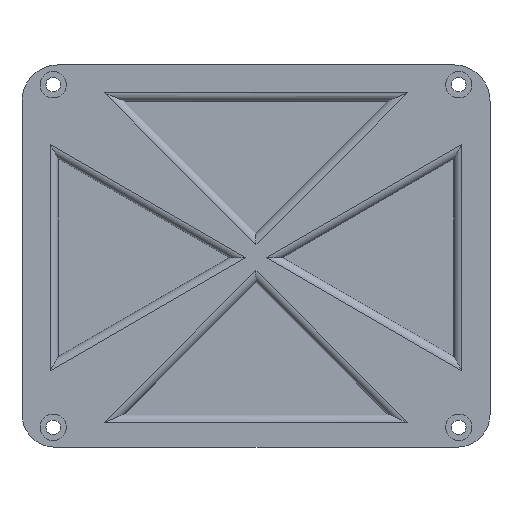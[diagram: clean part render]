
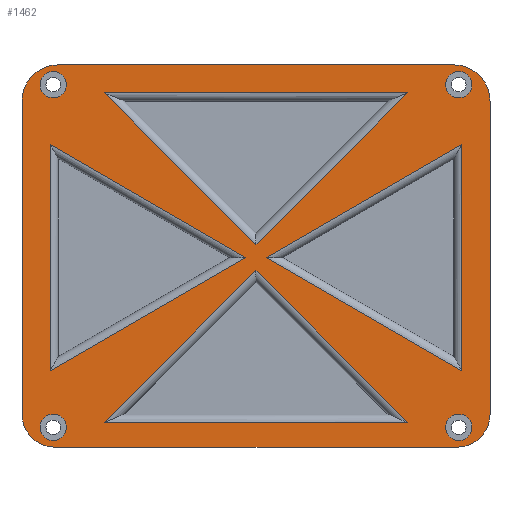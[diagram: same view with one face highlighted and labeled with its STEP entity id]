
A CAD part, front view. The second image highlights one B-rep face of the part: STEP entity #1462.
In plain terms, the highlighted planar face has unit normal (0, -1, 0).
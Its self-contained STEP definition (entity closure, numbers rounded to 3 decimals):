
#41=FACE_BOUND('',#279,.T.);
#42=FACE_BOUND('',#280,.T.);
#43=FACE_BOUND('',#281,.T.);
#44=FACE_BOUND('',#282,.T.);
#45=FACE_BOUND('',#283,.T.);
#46=FACE_BOUND('',#284,.T.);
#47=FACE_BOUND('',#285,.T.);
#48=FACE_BOUND('',#286,.T.);
#76=PLANE('',#1599);
#175=FACE_OUTER_BOUND('',#278,.T.);
#278=EDGE_LOOP('',(#1096,#1097,#1098,#1099,#1100,#1101,#1102,#1103));
#279=EDGE_LOOP('',(#1104));
#280=EDGE_LOOP('',(#1105));
#281=EDGE_LOOP('',(#1106));
#282=EDGE_LOOP('',(#1107));
#283=EDGE_LOOP('',(#1108,#1109,#1110));
#284=EDGE_LOOP('',(#1111,#1112,#1113));
#285=EDGE_LOOP('',(#1114,#1115,#1116));
#286=EDGE_LOOP('',(#1117,#1118,#1119));
#400=LINE('',#2318,#517);
#403=LINE('',#2324,#520);
#404=LINE('',#2328,#521);
#405=LINE('',#2332,#522);
#406=LINE('',#2344,#523);
#407=LINE('',#2346,#524);
#408=LINE('',#2347,#525);
#409=LINE('',#2350,#526);
#410=LINE('',#2352,#527);
#411=LINE('',#2353,#528);
#412=LINE('',#2356,#529);
#413=LINE('',#2358,#530);
#414=LINE('',#2359,#531);
#415=LINE('',#2362,#532);
#416=LINE('',#2364,#533);
#417=LINE('',#2365,#534);
#517=VECTOR('',#1845,10.);
#520=VECTOR('',#1850,10.);
#521=VECTOR('',#1853,10.);
#522=VECTOR('',#1856,10.);
#523=VECTOR('',#1867,10.);
#524=VECTOR('',#1868,10.);
#525=VECTOR('',#1869,10.);
#526=VECTOR('',#1870,10.);
#527=VECTOR('',#1871,10.);
#528=VECTOR('',#1872,10.);
#529=VECTOR('',#1873,10.);
#530=VECTOR('',#1874,10.);
#531=VECTOR('',#1875,10.);
#532=VECTOR('',#1876,10.);
#533=VECTOR('',#1877,10.);
#534=VECTOR('',#1878,10.);
#643=CIRCLE('',#1597,10.);
#644=CIRCLE('',#1600,10.);
#645=CIRCLE('',#1601,11.);
#646=CIRCLE('',#1602,11.);
#647=CIRCLE('',#1603,4.);
#648=CIRCLE('',#1604,4.);
#649=CIRCLE('',#1605,4.);
#650=CIRCLE('',#1606,4.);
#718=VERTEX_POINT('',#2311);
#719=VERTEX_POINT('',#2313);
#720=VERTEX_POINT('',#2317);
#722=VERTEX_POINT('',#2323);
#723=VERTEX_POINT('',#2325);
#724=VERTEX_POINT('',#2327);
#725=VERTEX_POINT('',#2329);
#726=VERTEX_POINT('',#2331);
#727=VERTEX_POINT('',#2334);
#728=VERTEX_POINT('',#2336);
#729=VERTEX_POINT('',#2338);
#730=VERTEX_POINT('',#2340);
#731=VERTEX_POINT('',#2342);
#732=VERTEX_POINT('',#2343);
#733=VERTEX_POINT('',#2345);
#734=VERTEX_POINT('',#2348);
#735=VERTEX_POINT('',#2349);
#736=VERTEX_POINT('',#2351);
#737=VERTEX_POINT('',#2354);
#738=VERTEX_POINT('',#2355);
#739=VERTEX_POINT('',#2357);
#740=VERTEX_POINT('',#2360);
#741=VERTEX_POINT('',#2361);
#742=VERTEX_POINT('',#2363);
#863=EDGE_CURVE('',#718,#719,#643,.T.);
#865=EDGE_CURVE('',#719,#720,#400,.F.);
#868=EDGE_CURVE('',#718,#722,#403,.T.);
#869=EDGE_CURVE('',#723,#722,#644,.T.);
#870=EDGE_CURVE('',#723,#724,#404,.T.);
#871=EDGE_CURVE('',#725,#724,#645,.F.);
#872=EDGE_CURVE('',#726,#725,#405,.F.);
#873=EDGE_CURVE('',#720,#726,#646,.F.);
#874=EDGE_CURVE('',#727,#727,#647,.T.);
#875=EDGE_CURVE('',#728,#728,#648,.T.);
#876=EDGE_CURVE('',#729,#729,#649,.T.);
#877=EDGE_CURVE('',#730,#730,#650,.T.);
#878=EDGE_CURVE('',#731,#732,#406,.T.);
#879=EDGE_CURVE('',#733,#731,#407,.T.);
#880=EDGE_CURVE('',#732,#733,#408,.T.);
#881=EDGE_CURVE('',#734,#735,#409,.T.);
#882=EDGE_CURVE('',#736,#734,#410,.T.);
#883=EDGE_CURVE('',#735,#736,#411,.T.);
#884=EDGE_CURVE('',#737,#738,#412,.T.);
#885=EDGE_CURVE('',#739,#737,#413,.T.);
#886=EDGE_CURVE('',#738,#739,#414,.T.);
#887=EDGE_CURVE('',#740,#741,#415,.T.);
#888=EDGE_CURVE('',#742,#740,#416,.T.);
#889=EDGE_CURVE('',#741,#742,#417,.T.);
#1096=ORIENTED_EDGE('',*,*,#863,.F.);
#1097=ORIENTED_EDGE('',*,*,#868,.T.);
#1098=ORIENTED_EDGE('',*,*,#869,.F.);
#1099=ORIENTED_EDGE('',*,*,#870,.T.);
#1100=ORIENTED_EDGE('',*,*,#871,.F.);
#1101=ORIENTED_EDGE('',*,*,#872,.F.);
#1102=ORIENTED_EDGE('',*,*,#873,.F.);
#1103=ORIENTED_EDGE('',*,*,#865,.F.);
#1104=ORIENTED_EDGE('',*,*,#874,.T.);
#1105=ORIENTED_EDGE('',*,*,#875,.T.);
#1106=ORIENTED_EDGE('',*,*,#876,.T.);
#1107=ORIENTED_EDGE('',*,*,#877,.T.);
#1108=ORIENTED_EDGE('',*,*,#878,.F.);
#1109=ORIENTED_EDGE('',*,*,#879,.F.);
#1110=ORIENTED_EDGE('',*,*,#880,.F.);
#1111=ORIENTED_EDGE('',*,*,#881,.F.);
#1112=ORIENTED_EDGE('',*,*,#882,.F.);
#1113=ORIENTED_EDGE('',*,*,#883,.F.);
#1114=ORIENTED_EDGE('',*,*,#884,.F.);
#1115=ORIENTED_EDGE('',*,*,#885,.F.);
#1116=ORIENTED_EDGE('',*,*,#886,.F.);
#1117=ORIENTED_EDGE('',*,*,#887,.F.);
#1118=ORIENTED_EDGE('',*,*,#888,.F.);
#1119=ORIENTED_EDGE('',*,*,#889,.F.);
#1462=ADVANCED_FACE('',(#175,#41,#42,#43,#44,#45,#46,#47,#48),#76,.F.);
#1597=AXIS2_PLACEMENT_3D('',#2314,#1840,#1841);
#1599=AXIS2_PLACEMENT_3D('',#2322,#1848,#1849);
#1600=AXIS2_PLACEMENT_3D('',#2326,#1851,#1852);
#1601=AXIS2_PLACEMENT_3D('',#2330,#1854,#1855);
#1602=AXIS2_PLACEMENT_3D('',#2333,#1857,#1858);
#1603=AXIS2_PLACEMENT_3D('',#2335,#1859,#1860);
#1604=AXIS2_PLACEMENT_3D('',#2337,#1861,#1862);
#1605=AXIS2_PLACEMENT_3D('',#2339,#1863,#1864);
#1606=AXIS2_PLACEMENT_3D('',#2341,#1865,#1866);
#1840=DIRECTION('center_axis',(0.,1.,0.));
#1841=DIRECTION('ref_axis',(-0.707,0.,-0.707));
#1845=DIRECTION('',(0.,0.,-1.));
#1848=DIRECTION('center_axis',(0.,1.,0.));
#1849=DIRECTION('ref_axis',(1.,0.,0.));
#1850=DIRECTION('',(1.,0.,0.));
#1851=DIRECTION('center_axis',(0.,1.,0.));
#1852=DIRECTION('ref_axis',(0.707,0.,-0.707));
#1853=DIRECTION('',(0.,0.,1.));
#1854=DIRECTION('center_axis',(0.,-1.,0.));
#1855=DIRECTION('ref_axis',(0.707,0.,0.707));
#1856=DIRECTION('',(-1.,0.,0.));
#1857=DIRECTION('center_axis',(0.,-1.,0.));
#1858=DIRECTION('ref_axis',(-0.707,0.,0.707));
#1859=DIRECTION('center_axis',(0.,1.,0.));
#1860=DIRECTION('ref_axis',(0.,0.,-1.));
#1861=DIRECTION('center_axis',(0.,1.,0.));
#1862=DIRECTION('ref_axis',(0.,0.,-1.));
#1863=DIRECTION('center_axis',(0.,1.,0.));
#1864=DIRECTION('ref_axis',(0.,0.,-1.));
#1865=DIRECTION('center_axis',(0.,1.,0.));
#1866=DIRECTION('ref_axis',(0.,0.,-1.));
#1867=DIRECTION('',(0.707,0.,0.707));
#1868=DIRECTION('',(0.707,0.,-0.707));
#1869=DIRECTION('',(-1.,0.,0.));
#1870=DIRECTION('',(0.866,0.,-0.5));
#1871=DIRECTION('',(-0.866,0.,-0.5));
#1872=DIRECTION('',(0.,0.,1.));
#1873=DIRECTION('',(-0.707,0.,-0.707));
#1874=DIRECTION('',(-0.707,0.,0.707));
#1875=DIRECTION('',(1.,0.,0.));
#1876=DIRECTION('',(-0.866,0.,0.5));
#1877=DIRECTION('',(0.866,0.,0.5));
#1878=DIRECTION('',(0.,0.,-1.));
#2311=CARTESIAN_POINT('',(102.213,0.,-120.14));
#2313=CARTESIAN_POINT('',(92.213,0.,-110.14));
#2314=CARTESIAN_POINT('Origin',(102.213,0.,-110.14));
#2317=CARTESIAN_POINT('',(92.213,0.,-15.14));
#2318=CARTESIAN_POINT('',(92.213,0.,-124.19));
#2322=CARTESIAN_POINT('Origin',(163.213,0.,-128.24));
#2323=CARTESIAN_POINT('',(224.213,0.,-120.14));
#2324=CARTESIAN_POINT('',(93.213,0.,-120.14));
#2325=CARTESIAN_POINT('',(234.213,0.,-110.14));
#2326=CARTESIAN_POINT('Origin',(224.213,0.,-110.14));
#2327=CARTESIAN_POINT('',(234.213,0.,-15.14));
#2328=CARTESIAN_POINT('',(234.213,0.,-124.19));
#2329=CARTESIAN_POINT('',(223.213,0.,-4.14));
#2330=CARTESIAN_POINT('Origin',(223.213,0.,-15.14));
#2331=CARTESIAN_POINT('',(103.213,0.,-4.14));
#2332=CARTESIAN_POINT('',(163.213,0.,-4.14));
#2333=CARTESIAN_POINT('Origin',(103.213,0.,-15.14));
#2334=CARTESIAN_POINT('',(101.713,0.,-6.14));
#2335=CARTESIAN_POINT('Origin',(101.713,0.,-10.14));
#2336=CARTESIAN_POINT('',(101.713,0.,-110.14));
#2337=CARTESIAN_POINT('Origin',(101.713,0.,-114.14));
#2338=CARTESIAN_POINT('',(224.713,0.,-110.14));
#2339=CARTESIAN_POINT('Origin',(224.713,0.,-114.14));
#2340=CARTESIAN_POINT('',(224.713,0.,-6.14));
#2341=CARTESIAN_POINT('Origin',(224.713,0.,-10.14));
#2342=CARTESIAN_POINT('',(163.213,0.,-58.676));
#2343=CARTESIAN_POINT('',(209.248,0.,-12.64));
#2344=CARTESIAN_POINT('',(146.706,0.,-75.183));
#2345=CARTESIAN_POINT('',(117.177,0.,-12.64));
#2346=CARTESIAN_POINT('',(159.72,0.,-55.183));
#2347=CARTESIAN_POINT('',(183.213,0.,-12.64));
#2348=CARTESIAN_POINT('',(166.251,0.,-62.64));
#2349=CARTESIAN_POINT('',(225.713,0.,-96.97));
#2350=CARTESIAN_POINT('',(181.19,0.,-71.265));
#2351=CARTESIAN_POINT('',(225.713,0.,-28.31));
#2352=CARTESIAN_POINT('',(178.765,0.,-55.416));
#2353=CARTESIAN_POINT('',(225.713,0.,-110.44));
#2354=CARTESIAN_POINT('',(163.213,0.,-66.605));
#2355=CARTESIAN_POINT('',(117.177,0.,-112.64));
#2356=CARTESIAN_POINT('',(146.92,0.,-82.898));
#2357=CARTESIAN_POINT('',(209.248,0.,-112.64));
#2358=CARTESIAN_POINT('',(199.506,0.,-102.898));
#2359=CARTESIAN_POINT('',(143.213,0.,-112.64));
#2360=CARTESIAN_POINT('',(160.174,0.,-62.64));
#2361=CARTESIAN_POINT('',(100.713,0.,-28.31));
#2362=CARTESIAN_POINT('',(173.642,0.,-70.416));
#2363=CARTESIAN_POINT('',(100.713,0.,-96.97));
#2364=CARTESIAN_POINT('',(119.255,0.,-86.265));
#2365=CARTESIAN_POINT('',(100.713,0.,-80.44));
